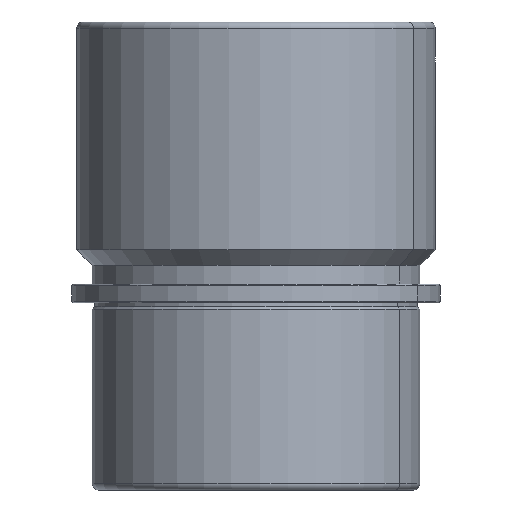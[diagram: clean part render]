
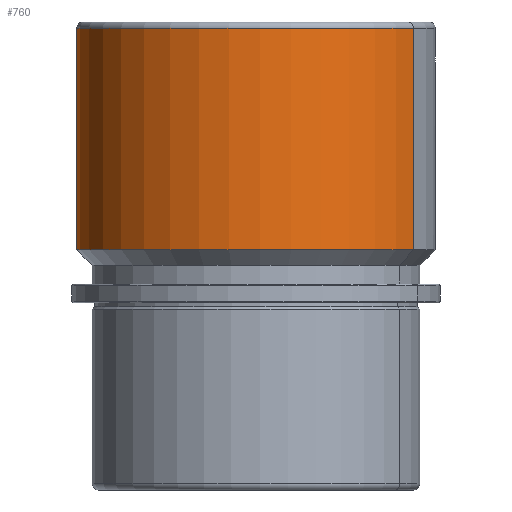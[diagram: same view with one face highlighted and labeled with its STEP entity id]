
A CAD part, front view. The second image highlights one B-rep face of the part: STEP entity #760.
In plain terms, the highlighted cylindrical face has radius 57.5 mm (diameter 115 mm), a partial arc.
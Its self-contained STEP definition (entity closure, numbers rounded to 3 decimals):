
#696=CARTESIAN_POINT('Vertex',(-50.461,27.567,17.)) ;
#703=CARTESIAN_POINT('Vertex',(50.461,-27.567,17.)) ;
#718=CARTESIAN_POINT('Axis2P3D Location',(0.,0.,17.)) ;
#730=CARTESIAN_POINT('Axis2P3D Location',(0.,0.,15.)) ;
#735=CARTESIAN_POINT('Line Origine',(-50.461,27.567,53.5)) ;
#739=CARTESIAN_POINT('Vertex',(-50.461,27.567,88.)) ;
#742=CARTESIAN_POINT('Line Origine',(50.461,-27.567,53.5)) ;
#746=CARTESIAN_POINT('Vertex',(50.461,-27.567,88.)) ;
#749=CARTESIAN_POINT('Axis2P3D Location',(0.,0.,88.)) ;
#719=DIRECTION('Axis2P3D Direction',(-0.,0.,1.)) ;
#731=DIRECTION('Axis2P3D Direction',(0.,0.,-1.)) ;
#732=DIRECTION('Axis2P3D XDirection',(-0.878,0.479,-0.)) ;
#736=DIRECTION('Vector Direction',(0.,0.,-1.)) ;
#743=DIRECTION('Vector Direction',(0.,0.,-1.)) ;
#750=DIRECTION('Axis2P3D Direction',(0.,0.,-1.)) ;
#720=AXIS2_PLACEMENT_3D('Circle Axis2P3D',#718,#719,$) ;
#733=AXIS2_PLACEMENT_3D('Cylinder Axis2P3D',#730,#731,#732) ;
#751=AXIS2_PLACEMENT_3D('Circle Axis2P3D',#749,#750,$) ;
#755=ORIENTED_EDGE('',*,*,#741,.F.) ;
#756=ORIENTED_EDGE('',*,*,#722,.F.) ;
#757=ORIENTED_EDGE('',*,*,#748,.T.) ;
#758=ORIENTED_EDGE('',*,*,#753,.T.) ;
#737=VECTOR('Line Direction',#736,1.) ;
#744=VECTOR('Line Direction',#743,1.) ;
#760=ADVANCED_FACE('PartBody',(#759),#734,.T.) ;
#721=CIRCLE('generated circle',#720,57.5) ;
#752=CIRCLE('generated circle',#751,57.5) ;
#734=CYLINDRICAL_SURFACE('generated cylinder',#733,57.5) ;
#722=EDGE_CURVE('',#704,#697,#721,.F.) ;
#741=EDGE_CURVE('',#697,#740,#738,.F.) ;
#748=EDGE_CURVE('',#704,#747,#745,.F.) ;
#753=EDGE_CURVE('',#747,#740,#752,.T.) ;
#754=EDGE_LOOP('',(#755,#756,#757,#758)) ;
#759=FACE_OUTER_BOUND('',#754,.T.) ;
#738=LINE('Line',#735,#737) ;
#745=LINE('Line',#742,#744) ;
#697=VERTEX_POINT('',#696) ;
#704=VERTEX_POINT('',#703) ;
#740=VERTEX_POINT('',#739) ;
#747=VERTEX_POINT('',#746) ;
